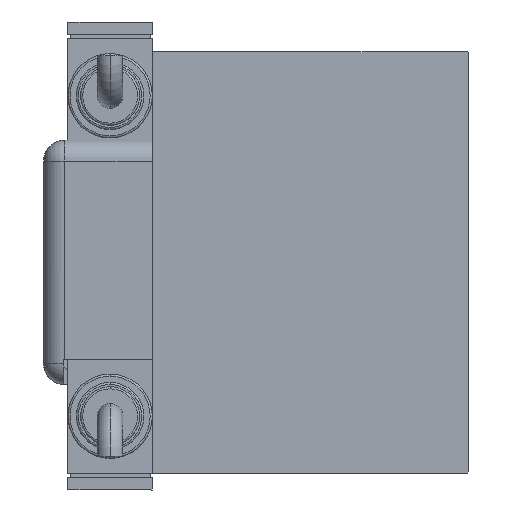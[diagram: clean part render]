
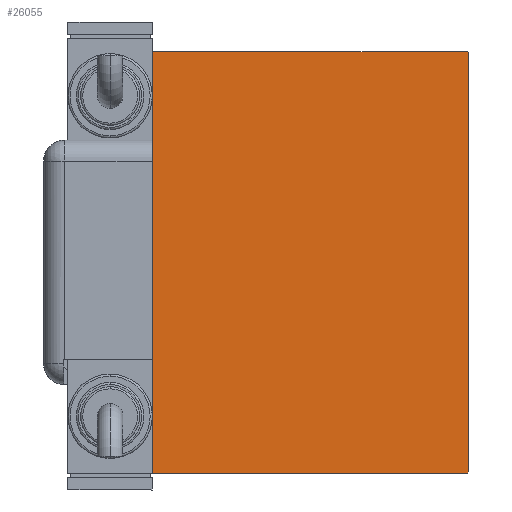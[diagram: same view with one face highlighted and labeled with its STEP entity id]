
A CAD part, left-side view. The second image highlights one B-rep face of the part: STEP entity #26055.
In plain terms, the highlighted face is planar.
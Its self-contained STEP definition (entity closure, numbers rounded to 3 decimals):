
#462 = EDGE_CURVE ( 'NONE', #34416, #43512, #11635, .T. ) ;
#2402 = CARTESIAN_POINT ( 'NONE',  ( 123., 43.6, 43.6 ) ) ;
#3178 = CARTESIAN_POINT ( 'NONE',  ( 123., -37.2, 50. ) ) ;
#3311 = LINE ( 'NONE', #21615, #50483 ) ;
#3738 = VERTEX_POINT ( 'NONE', #41196 ) ;
#4434 = CARTESIAN_POINT ( 'NONE',  ( 123., 0., 0. ) ) ;
#5654 = DIRECTION ( 'NONE',  ( 0., 0., 1. ) ) ;
#6077 = EDGE_CURVE ( 'NONE', #22191, #3738, #39053, .T. ) ;
#7222 = VECTOR ( 'NONE', #46108, 1000. ) ;
#7863 = LINE ( 'NONE', #36254, #37863 ) ;
#9926 = LINE ( 'NONE', #29140, #22193 ) ;
#10645 = CARTESIAN_POINT ( 'NONE',  ( 123., -37.2, -50. ) ) ;
#10769 = LINE ( 'NONE', #57513, #22815 ) ;
#11635 = LINE ( 'NONE', #30237, #41387 ) ;
#11923 = EDGE_CURVE ( 'NONE', #53415, #42140, #16154, .T. ) ;
#12815 = ORIENTED_EDGE ( 'NONE', *, *, #54812, .T. ) ;
#13111 = LINE ( 'NONE', #59854, #7222 ) ;
#13885 = PLANE ( 'NONE',  #45104 ) ;
#14317 = VERTEX_POINT ( 'NONE', #22395 ) ;
#15215 = ORIENTED_EDGE ( 'NONE', *, *, #44639, .T. ) ;
#16154 = LINE ( 'NONE', #59143, #37800 ) ;
#16167 = CARTESIAN_POINT ( 'NONE',  ( 123., 37.5, 49.7 ) ) ;
#16631 = ORIENTED_EDGE ( 'NONE', *, *, #11923, .T. ) ;
#17484 = VERTEX_POINT ( 'NONE', #58995 ) ;
#21017 = DIRECTION ( 'NONE',  ( 0., 0., -1. ) ) ;
#21615 = CARTESIAN_POINT ( 'NONE',  ( 123., -37.5, 50. ) ) ;
#22191 = VERTEX_POINT ( 'NONE', #16167 ) ;
#22193 = VECTOR ( 'NONE', #5654, 1000. ) ;
#22395 = CARTESIAN_POINT ( 'NONE',  ( 123., 37.5, -49.7 ) ) ;
#22815 = VECTOR ( 'NONE', #32751, 1000. ) ;
#25277 = DIRECTION ( 'NONE',  ( 0., -0.707, 0.707 ) ) ;
#26055 = ADVANCED_FACE ( 'NONE', ( #60043 ), #13885, .T. ) ;
#29140 = CARTESIAN_POINT ( 'NONE',  ( 123., 37.5, -50. ) ) ;
#30237 = CARTESIAN_POINT ( 'NONE',  ( 123., -37.5, -50. ) ) ;
#32751 = DIRECTION ( 'NONE',  ( 0., 0.707, 0.707 ) ) ;
#32801 = CARTESIAN_POINT ( 'NONE',  ( 123., 37.2, -50. ) ) ;
#34416 = VERTEX_POINT ( 'NONE', #10645 ) ;
#36254 = CARTESIAN_POINT ( 'NONE',  ( 123., 37.5, 50. ) ) ;
#37107 = DIRECTION ( 'NONE',  ( 0., 0., -1. ) ) ;
#37800 = VECTOR ( 'NONE', #50291, 1000. ) ;
#37863 = VECTOR ( 'NONE', #50341, 1000. ) ;
#39053 = LINE ( 'NONE', #2402, #46316 ) ;
#40420 = ORIENTED_EDGE ( 'NONE', *, *, #45093, .T. ) ;
#41196 = CARTESIAN_POINT ( 'NONE',  ( 123., 37.2, 50. ) ) ;
#41387 = VECTOR ( 'NONE', #48915, 1000. ) ;
#41407 = DIRECTION ( 'NONE',  ( 1., 0., 0. ) ) ;
#42140 = VERTEX_POINT ( 'NONE', #57105 ) ;
#43512 = VERTEX_POINT ( 'NONE', #32801 ) ;
#44027 = ORIENTED_EDGE ( 'NONE', *, *, #462, .T. ) ;
#44639 = EDGE_CURVE ( 'NONE', #43512, #14317, #10769, .T. ) ;
#45093 = EDGE_CURVE ( 'NONE', #17484, #34416, #13111, .T. ) ;
#45104 = AXIS2_PLACEMENT_3D ( 'NONE', #4434, #41407, #37107 ) ;
#46108 = DIRECTION ( 'NONE',  ( 0., 0.707, -0.707 ) ) ;
#46316 = VECTOR ( 'NONE', #25277, 1000. ) ;
#48915 = DIRECTION ( 'NONE',  ( 0., 1., 0. ) ) ;
#50291 = DIRECTION ( 'NONE',  ( 0., -0.707, -0.707 ) ) ;
#50341 = DIRECTION ( 'NONE',  ( 0., -1., 0. ) ) ;
#50483 = VECTOR ( 'NONE', #21017, 1000. ) ;
#51448 = ORIENTED_EDGE ( 'NONE', *, *, #6077, .T. ) ;
#53415 = VERTEX_POINT ( 'NONE', #3178 ) ;
#54812 = EDGE_CURVE ( 'NONE', #14317, #22191, #9926, .T. ) ;
#55437 = ORIENTED_EDGE ( 'NONE', *, *, #57500, .T. ) ;
#57105 = CARTESIAN_POINT ( 'NONE',  ( 123., -37.5, 49.7 ) ) ;
#57500 = EDGE_CURVE ( 'NONE', #42140, #17484, #3311, .T. ) ;
#57513 = CARTESIAN_POINT ( 'NONE',  ( 123., 43.6, -43.6 ) ) ;
#58899 = ORIENTED_EDGE ( 'NONE', *, *, #59974, .T. ) ;
#58995 = CARTESIAN_POINT ( 'NONE',  ( 123., -37.5, -49.7 ) ) ;
#59143 = CARTESIAN_POINT ( 'NONE',  ( 123., -43.6, 43.6 ) ) ;
#59854 = CARTESIAN_POINT ( 'NONE',  ( 123., -43.6, -43.6 ) ) ;
#59969 = EDGE_LOOP ( 'NONE', ( #44027, #15215, #12815, #51448, #58899, #16631, #55437, #40420 ) ) ;
#59974 = EDGE_CURVE ( 'NONE', #3738, #53415, #7863, .T. ) ;
#60043 = FACE_OUTER_BOUND ( 'NONE', #59969, .T. ) ;
